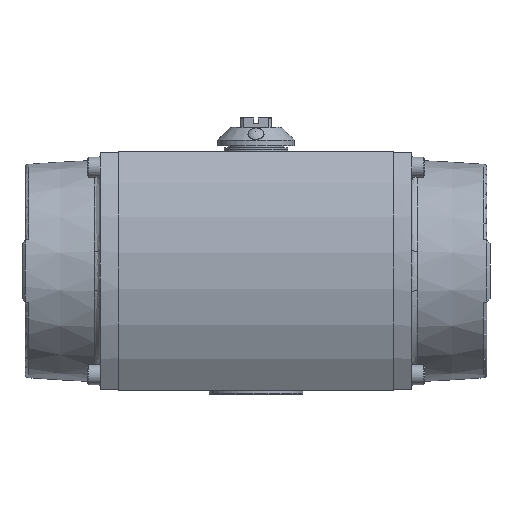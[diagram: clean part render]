
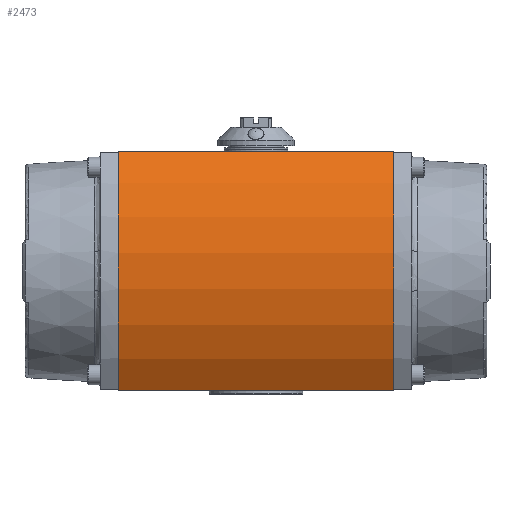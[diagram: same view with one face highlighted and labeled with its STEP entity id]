
A CAD part, left-side view. The second image highlights one B-rep face of the part: STEP entity #2473.
In plain terms, the highlighted cylindrical face has radius 190.121 mm (diameter 380.243 mm), a partial arc.
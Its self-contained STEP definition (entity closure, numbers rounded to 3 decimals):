
#644=CARTESIAN_POINT('',(-72.5,124.635,-108.5));
#645=VERTEX_POINT('',#644);
#662=CARTESIAN_POINT('',(-72.5,-124.635,-108.5));
#663=VERTEX_POINT('',#662);
#670=CARTESIAN_POINT('',(-72.5,124.635,-108.5));
#671=DIRECTION('',(0.0,-1.0,0.0));
#672=VECTOR('',#671,249.27);
#673=LINE('',#670,#672);
#674=EDGE_CURVE('',#645,#663,#673,.T.);
#2313=CARTESIAN_POINT('',(-72.5,-124.635,108.5));
#2314=VERTEX_POINT('',#2313);
#2323=CARTESIAN_POINT('',(83.621,-124.635,0.));
#2324=DIRECTION('',(0.0,1.,0.0));
#2325=DIRECTION('',(-0.821,0.0,-0.571));
#2326=AXIS2_PLACEMENT_3D('',#2323,#2324,#2325);
#2327=CIRCLE('',#2326,190.121);
#2328=EDGE_CURVE('',#663,#2314,#2327,.T.);
#2398=CARTESIAN_POINT('',(-72.5,124.635,108.5));
#2399=VERTEX_POINT('',#2398);
#2406=CARTESIAN_POINT('',(-72.5,-124.635,108.5));
#2407=DIRECTION('',(0.0,1.0,0.0));
#2408=VECTOR('',#2407,249.27);
#2409=LINE('',#2406,#2408);
#2410=EDGE_CURVE('',#2314,#2399,#2409,.T.);
#2456=CARTESIAN_POINT('',(83.621,0.0,0.));
#2457=DIRECTION('',(0.0,1.0,0.0));
#2458=DIRECTION('',(-0.821,0.0,-0.571));
#2459=AXIS2_PLACEMENT_3D('',#2456,#2457,#2458);
#2460=CYLINDRICAL_SURFACE('',#2459,190.121);
#2461=CARTESIAN_POINT('',(83.621,124.635,0.));
#2462=DIRECTION('',(0.0,-1.,0.0));
#2463=DIRECTION('',(-0.821,0.0,-0.571));
#2464=AXIS2_PLACEMENT_3D('',#2461,#2462,#2463);
#2465=CIRCLE('',#2464,190.121);
#2466=EDGE_CURVE('',#2399,#645,#2465,.T.);
#2467=ORIENTED_EDGE('',*,*,#2466,.T.);
#2468=ORIENTED_EDGE('',*,*,#674,.T.);
#2469=ORIENTED_EDGE('',*,*,#2328,.T.);
#2470=ORIENTED_EDGE('',*,*,#2410,.T.);
#2471=EDGE_LOOP('',(#2467,#2468,#2469,#2470));
#2472=FACE_OUTER_BOUND('',#2471,.T.);
#2473=ADVANCED_FACE('',(#2472),#2460,.T.);
